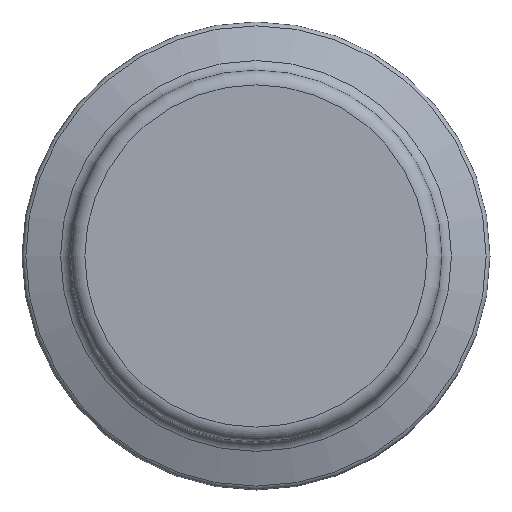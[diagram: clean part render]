
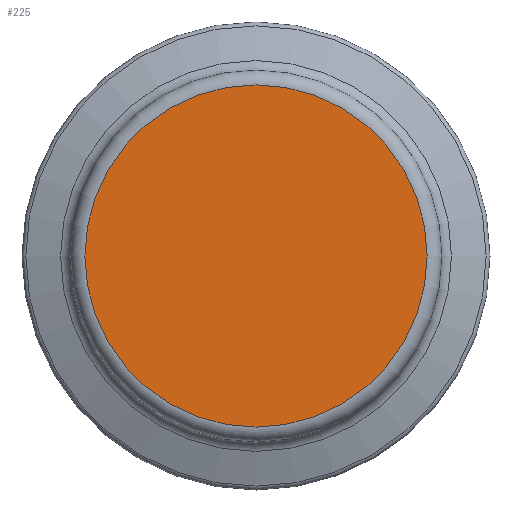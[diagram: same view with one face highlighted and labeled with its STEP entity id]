
A CAD part, left-side view. The second image highlights one B-rep face of the part: STEP entity #225.
In plain terms, the highlighted planar face has unit normal (-1, 0, 0).
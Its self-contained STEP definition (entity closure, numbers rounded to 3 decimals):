
#20=PLANE('',#273);
#41=FACE_OUTER_BOUND('',#56,.T.);
#56=EDGE_LOOP('',(#177));
#77=CIRCLE('',#274,23.4);
#102=VERTEX_POINT('',#421);
#129=EDGE_CURVE('',#102,#102,#77,.T.);
#177=ORIENTED_EDGE('',*,*,#129,.F.);
#225=ADVANCED_FACE('',(#41),#20,.T.);
#273=AXIS2_PLACEMENT_3D('',#420,#340,#341);
#274=AXIS2_PLACEMENT_3D('',#422,#342,#343);
#340=DIRECTION('center_axis',(-1.,0.,0.));
#341=DIRECTION('ref_axis',(0.,0.,1.));
#342=DIRECTION('center_axis',(1.,0.,0.));
#343=DIRECTION('ref_axis',(0.,0.,-1.));
#420=CARTESIAN_POINT('Origin',(-11.,23.4,0.));
#421=CARTESIAN_POINT('',(-11.,0.,23.4));
#422=CARTESIAN_POINT('Origin',(-11.,0.,0.));
